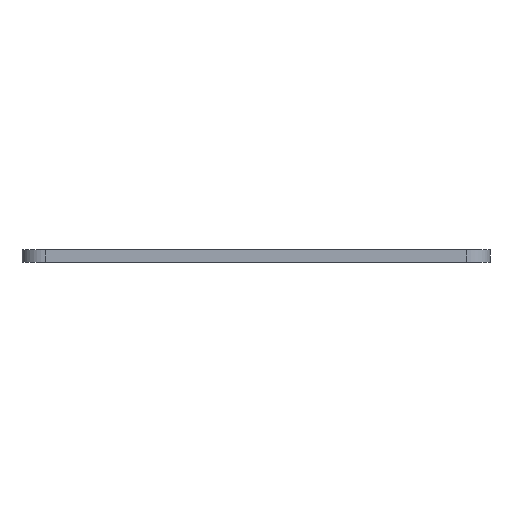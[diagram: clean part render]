
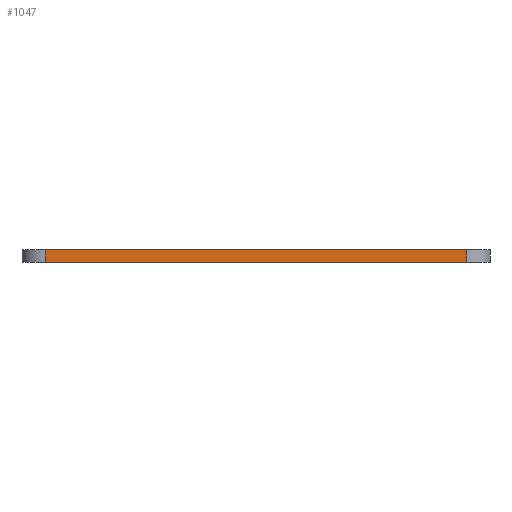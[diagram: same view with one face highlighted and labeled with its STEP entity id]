
A CAD part, front view. The second image highlights one B-rep face of the part: STEP entity #1047.
In plain terms, the highlighted planar face has unit normal (0, -1, 0).
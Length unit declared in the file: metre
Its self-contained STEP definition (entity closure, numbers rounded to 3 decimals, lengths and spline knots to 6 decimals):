
#44=LINE('',#1745,#92);
#46=LINE('',#1754,#94);
#47=LINE('',#1757,#95);
#48=LINE('',#1758,#96);
#92=VECTOR('',#1462,1.);
#94=VECTOR('',#1470,1.);
#95=VECTOR('',#1471,1.);
#96=VECTOR('',#1472,1.);
#116=PLANE('',#1185);
#244=ORIENTED_EDGE('',*,*,#480,.T.);
#245=ORIENTED_EDGE('',*,*,#481,.T.);
#246=ORIENTED_EDGE('',*,*,#476,.F.);
#247=ORIENTED_EDGE('',*,*,#482,.F.);
#476=EDGE_CURVE('',#586,#587,#44,.T.);
#480=EDGE_CURVE('',#590,#591,#46,.T.);
#481=EDGE_CURVE('',#591,#587,#47,.T.);
#482=EDGE_CURVE('',#590,#586,#48,.T.);
#586=VERTEX_POINT('',#1746);
#587=VERTEX_POINT('',#1747);
#590=VERTEX_POINT('',#1755);
#591=VERTEX_POINT('',#1756);
#751=EDGE_LOOP('',(#244,#245,#246,#247));
#893=FACE_BOUND('',#751,.T.);
#1047=ADVANCED_FACE('',(#893),#116,.T.);
#1185=AXIS2_PLACEMENT_3D('',#1753,#1468,#1469);
#1462=DIRECTION('',(0.,0.,1.));
#1468=DIRECTION('',(0.,-1.,0.));
#1469=DIRECTION('',(-1.,0.,0.));
#1470=DIRECTION('',(0.,0.,1.));
#1471=DIRECTION('',(-1.,0.,0.));
#1472=DIRECTION('',(-1.,0.,0.));
#1745=CARTESIAN_POINT('',(0.0955,-0.1065,0.));
#1746=CARTESIAN_POINT('',(0.0955,-0.1065,0.));
#1747=CARTESIAN_POINT('',(0.0955,-0.1065,0.0016));
#1753=CARTESIAN_POINT('',(0.1495,-0.1065,0.));
#1754=CARTESIAN_POINT('',(0.1495,-0.1065,0.));
#1755=CARTESIAN_POINT('',(0.1495,-0.1065,0.));
#1756=CARTESIAN_POINT('',(0.1495,-0.1065,0.0016));
#1757=CARTESIAN_POINT('',(0.1495,-0.1065,0.0016));
#1758=CARTESIAN_POINT('',(0.1495,-0.1065,0.));
